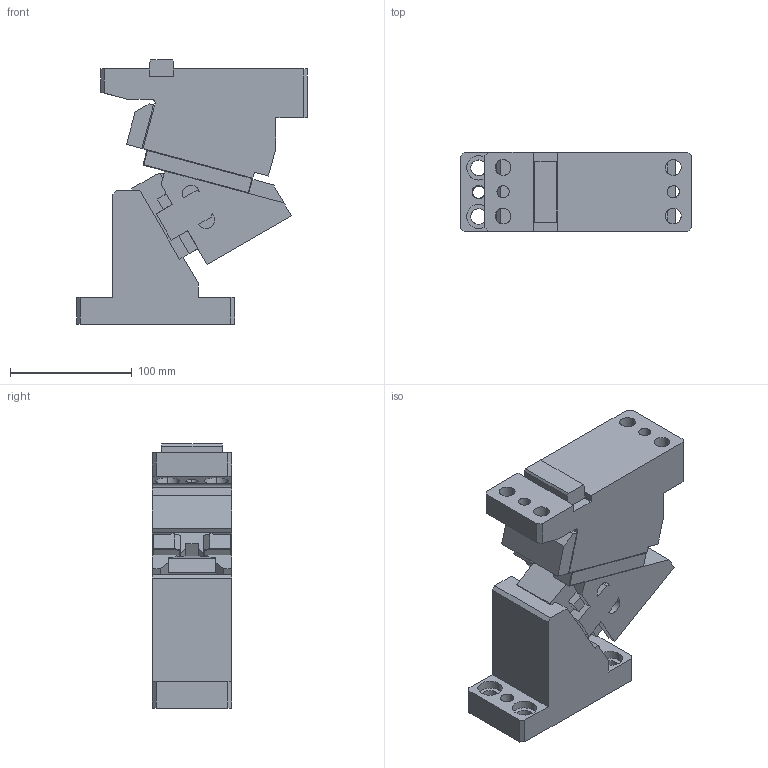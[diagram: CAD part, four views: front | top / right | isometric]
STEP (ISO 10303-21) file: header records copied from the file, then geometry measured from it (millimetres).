
FILE_DESCRIPTION(('CATIA V5 STEP Exchange'),'2;1');
FILE_NAME('CACC_65_60.stp','2015-04-21T10:38:33+00:00',('none'),('none'),'CATIA Version 5 Release 19 SP 2 (IN-10)','CATIA V5 STEP AP203','none');
FILE_SCHEMA(('CONFIG_CONTROL_DESIGN'));
Length unit declared in the file: millimetre
Products named in the file (1): CACC_65_60
Bounding box: 190 x 65 x 217.5 mm (x, y, z)
Volume: 1419370 mm3; surface area: 174942.2 mm2
Topology: 3 solids, 4 shells, 266 faces, 735 edges, 489 vertices
Faces by surface type: plane 201, cylinder 65
Entity records: 9681 total; most frequent: CARTESIAN_POINT 3163, ORIENTED_EDGE 1470, DIRECTION 1082, EDGE_CURVE 735, VECTOR 590, LINE 590, VERTEX_POINT 489, EDGE_LOOP 302
